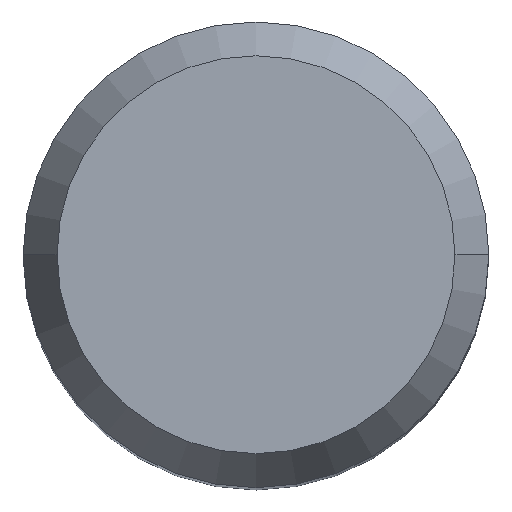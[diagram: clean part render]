
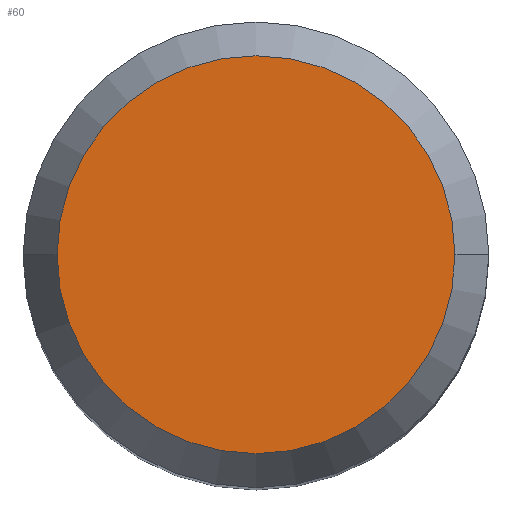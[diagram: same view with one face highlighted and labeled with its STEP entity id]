
A CAD part, top view. The second image highlights one B-rep face of the part: STEP entity #60.
In plain terms, the highlighted planar face has unit normal (0, 0, 1).
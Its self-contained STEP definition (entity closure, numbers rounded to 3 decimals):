
#47=PLANE('',#378);
#60=ADVANCED_FACE('',(#85),#47,.T.);
#85=FACE_OUTER_BOUND('',#104,.T.);
#104=EDGE_LOOP('',(#156,#157));
#122=CIRCLE('',#376,6.783);
#123=CIRCLE('',#377,6.783);
#156=ORIENTED_EDGE('',*,*,#235,.T.);
#157=ORIENTED_EDGE('',*,*,#236,.T.);
#213=VERTEX_POINT('',#554);
#214=VERTEX_POINT('',#555);
#235=EDGE_CURVE('',#213,#214,#122,.T.);
#236=EDGE_CURVE('',#214,#213,#123,.T.);
#376=AXIS2_PLACEMENT_3D('',#553,#450,#451);
#377=AXIS2_PLACEMENT_3D('',#556,#452,#453);
#378=AXIS2_PLACEMENT_3D('',#557,#454,#455);
#450=DIRECTION('',(0.,0.,1.));
#451=DIRECTION('',(-1.,0.,0.));
#452=DIRECTION('',(0.,0.,1.));
#453=DIRECTION('',(1.,0.,0.));
#454=DIRECTION('',(0.,0.,1.));
#455=DIRECTION('',(-1.,0.,0.));
#553=CARTESIAN_POINT('',(0.,0.,24.5));
#554=CARTESIAN_POINT('',(-6.783,0.,24.5));
#555=CARTESIAN_POINT('',(6.783,0.,24.5));
#556=CARTESIAN_POINT('',(0.,0.,24.5));
#557=CARTESIAN_POINT('',(0.,0.,24.5));
